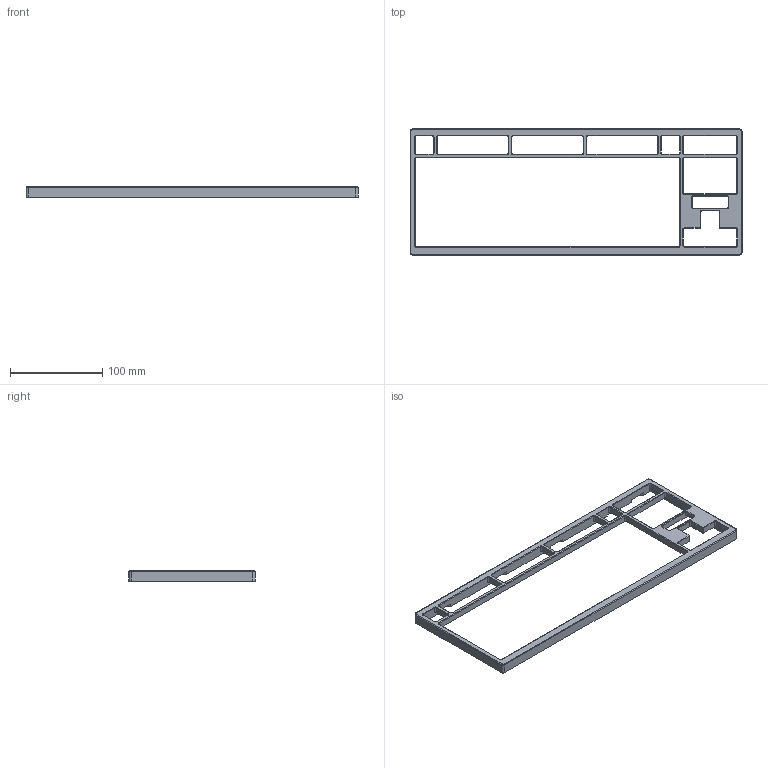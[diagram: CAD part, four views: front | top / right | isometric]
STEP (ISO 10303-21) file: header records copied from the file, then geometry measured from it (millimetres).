
FILE_DESCRIPTION(/* description */ (''),/* implementation_level */ '2;1');
FILE_NAME(/* name */ 'Sofia_Top_WK_V1 v6.step',/* time_stamp */ '2022-05-20T17:08:00+02:00',/* author */ (''),/* organization */ (''),/* preprocessor_version */ 'ST-DEVELOPER v18.1',/* originating_system */ 'Autodesk Translation Framework v10.14.0.1471',/* authorisation */ '');
FILE_SCHEMA (('AUTOMOTIVE_DESIGN { 1 0 10303 214 3 1 1 }'));
Length unit declared in the file: millimetre
Products named in the file (1): Sofia_Top_V1
Bounding box: 359.61 x 136.51 x 11.2 mm (x, y, z)
Volume: 101280.5 mm3; surface area: 51345.9 mm2
Topology: 1 solids, 1 shells, 327 faces, 881 edges, 548 vertices
Faces by surface type: plane 153, cylinder 109, cone 61, torus 4
Full cylindrical faces by diameter (mm): 2.529 x15
Entity records: 10147 total; most frequent: DIRECTION 1793, CARTESIAN_POINT 1742, ORIENTED_EDGE 1732, EDGE_CURVE 866, AXIS2_PLACEMENT_3D 599, LINE 595, VECTOR 595, VERTEX_POINT 548
